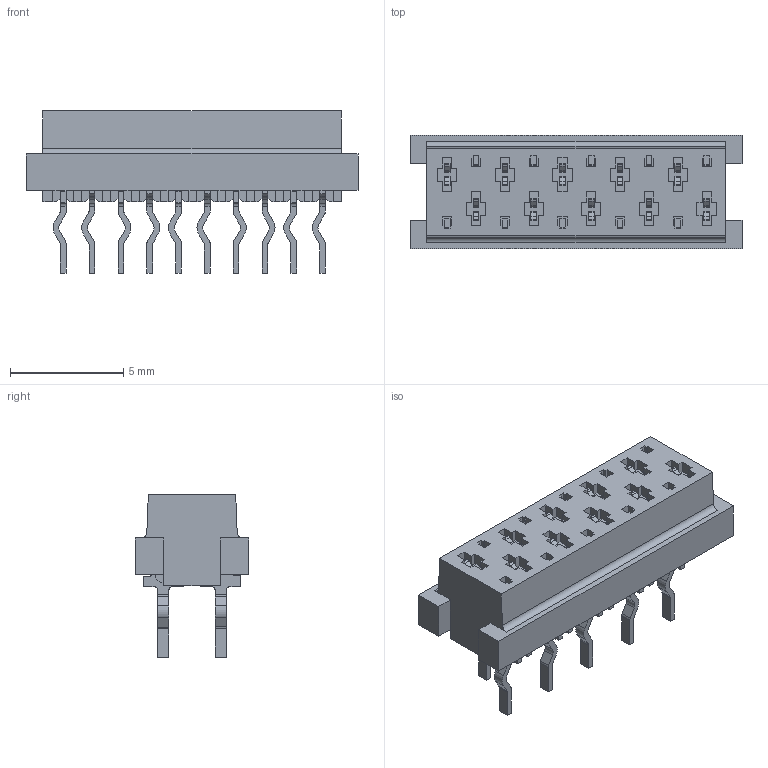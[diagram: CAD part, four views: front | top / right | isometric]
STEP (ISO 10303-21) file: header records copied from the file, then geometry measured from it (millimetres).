
FILE_DESCRIPTION((''),'2;1');
FILE_NAME('C-1-2178710-0','2018-01-17T',('workeradm'),('TE Connectivity Ltd.'),'CREO PARAMETRIC BY PTC INC, 2016050','CREO PARAMETRIC BY PTC INC, 2016050','');
FILE_SCHEMA(('AUTOMOTIVE_DESIGN { 1 0 10303 214 1 1 1 1 }'));
Length unit declared in the file: millimetre
Products named in the file (1): C-1-2178710-0
Bounding box: 14.63 x 5 x 7.15 mm (x, y, z)
Volume: 220.3 mm3; surface area: 420.7 mm2
Topology: 1 solids, 1 shells, 859 faces, 2427 edges, 1610 vertices
Faces by surface type: plane 717, cylinder 142
Entity records: 27630 total; most frequent: CARTESIAN_POINT 4898, ORIENTED_EDGE 4854, DIRECTION 4429, EDGE_CURVE 2427, VECTOR 2143, LINE 2143, VERTEX_POINT 1610, AXIS2_PLACEMENT_3D 1143
